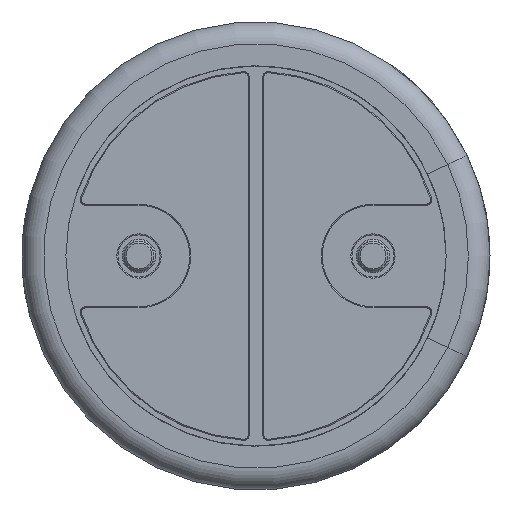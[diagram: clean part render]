
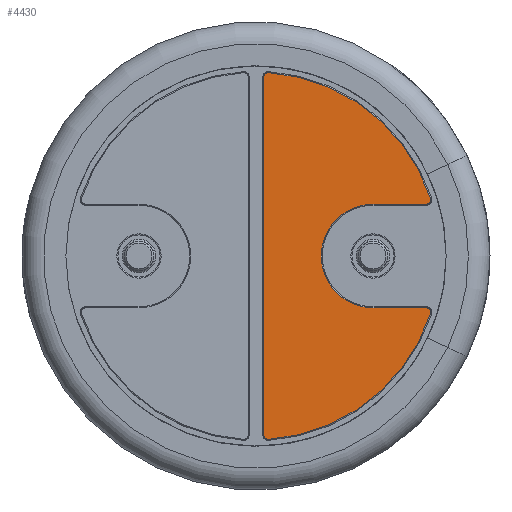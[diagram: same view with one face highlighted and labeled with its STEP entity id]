
A CAD part, front view. The second image highlights one B-rep face of the part: STEP entity #4430.
In plain terms, the highlighted planar face has unit normal (0, -1, 0).
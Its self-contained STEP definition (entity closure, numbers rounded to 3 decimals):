
#59=PLANE('',#4757);
#265=CIRCLE('',#4722,0.077);
#268=CIRCLE('',#4727,0.077);
#271=CIRCLE('',#4731,3.142);
#274=CIRCLE('',#4735,0.077);
#278=CIRCLE('',#4741,0.885);
#282=CIRCLE('',#4747,0.077);
#284=CIRCLE('',#4750,3.142);
#442=FACE_OUTER_BOUND('',#640,.T.);
#640=EDGE_LOOP('',(#3650,#3651,#3652,#3653,#3654,#3655,#3656,#3657,#3658,
#3659));
#848=LINE('',#8619,#1040);
#850=LINE('',#8643,#1042);
#852=LINE('',#8655,#1044);
#1040=VECTOR('',#5422,10.);
#1042=VECTOR('',#5452,10.);
#1044=VECTOR('',#5466,10.);
#1860=VERTEX_POINT('',#8607);
#1863=VERTEX_POINT('',#8612);
#1865=VERTEX_POINT('',#8617);
#1867=VERTEX_POINT('',#8623);
#1869=VERTEX_POINT('',#8629);
#1871=VERTEX_POINT('',#8635);
#1873=VERTEX_POINT('',#8641);
#1875=VERTEX_POINT('',#8647);
#1877=VERTEX_POINT('',#8653);
#1879=VERTEX_POINT('',#8659);
#2467=EDGE_CURVE('',#1863,#1860,#265,.T.);
#2469=EDGE_CURVE('',#1865,#1863,#848,.T.);
#2472=EDGE_CURVE('',#1867,#1865,#268,.T.);
#2475=EDGE_CURVE('',#1869,#1867,#271,.T.);
#2478=EDGE_CURVE('',#1871,#1869,#274,.T.);
#2481=EDGE_CURVE('',#1873,#1871,#850,.T.);
#2484=EDGE_CURVE('',#1875,#1873,#278,.T.);
#2487=EDGE_CURVE('',#1877,#1875,#852,.T.);
#2490=EDGE_CURVE('',#1879,#1877,#282,.T.);
#2492=EDGE_CURVE('',#1860,#1879,#284,.T.);
#3650=ORIENTED_EDGE('',*,*,#2467,.F.);
#3651=ORIENTED_EDGE('',*,*,#2469,.F.);
#3652=ORIENTED_EDGE('',*,*,#2472,.F.);
#3653=ORIENTED_EDGE('',*,*,#2475,.F.);
#3654=ORIENTED_EDGE('',*,*,#2478,.F.);
#3655=ORIENTED_EDGE('',*,*,#2481,.F.);
#3656=ORIENTED_EDGE('',*,*,#2484,.F.);
#3657=ORIENTED_EDGE('',*,*,#2487,.F.);
#3658=ORIENTED_EDGE('',*,*,#2490,.F.);
#3659=ORIENTED_EDGE('',*,*,#2492,.F.);
#4430=ADVANCED_FACE('',(#442),#59,.F.);
#4722=AXIS2_PLACEMENT_3D('',#8614,#5416,#5417);
#4727=AXIS2_PLACEMENT_3D('',#8625,#5428,#5429);
#4731=AXIS2_PLACEMENT_3D('',#8631,#5436,#5437);
#4735=AXIS2_PLACEMENT_3D('',#8637,#5444,#5445);
#4741=AXIS2_PLACEMENT_3D('',#8649,#5458,#5459);
#4747=AXIS2_PLACEMENT_3D('',#8661,#5472,#5473);
#4750=AXIS2_PLACEMENT_3D('',#8664,#5478,#5479);
#4757=AXIS2_PLACEMENT_3D('',#8677,#5498,#5499);
#5416=DIRECTION('center_axis',(0.,1.,0.));
#5417=DIRECTION('ref_axis',(-0.682,0.,0.731));
#5422=DIRECTION('',(0.,0.,1.));
#5428=DIRECTION('center_axis',(0.,1.,0.));
#5429=DIRECTION('ref_axis',(-0.682,0.,-0.731));
#5436=DIRECTION('center_axis',(0.,1.,0.));
#5437=DIRECTION('ref_axis',(0.613,0.,-0.79));
#5444=DIRECTION('center_axis',(0.,1.,0.));
#5445=DIRECTION('ref_axis',(0.81,0.,0.586));
#5452=DIRECTION('',(1.,0.,0.));
#5458=DIRECTION('center_axis',(0.,-1.,0.));
#5459=DIRECTION('ref_axis',(-1.,0.,0.));
#5466=DIRECTION('',(-1.,0.,0.));
#5472=DIRECTION('center_axis',(0.,1.,0.));
#5473=DIRECTION('ref_axis',(0.81,0.,-0.586));
#5478=DIRECTION('center_axis',(0.,1.,0.));
#5479=DIRECTION('ref_axis',(0.613,0.,0.79));
#5498=DIRECTION('center_axis',(0.,1.,0.));
#5499=DIRECTION('ref_axis',(0.,0.,1.));
#8607=CARTESIAN_POINT('',(0.215,-0.05,3.135));
#8612=CARTESIAN_POINT('',(0.133,-0.05,3.058));
#8614=CARTESIAN_POINT('Origin',(0.21,-0.05,3.058));
#8617=CARTESIAN_POINT('',(0.133,-0.05,-3.058));
#8619=CARTESIAN_POINT('',(0.133,-0.05,1.529));
#8623=CARTESIAN_POINT('',(0.215,-0.05,-3.135));
#8625=CARTESIAN_POINT('Origin',(0.21,-0.05,-3.058));
#8629=CARTESIAN_POINT('',(2.983,-0.05,-0.986));
#8631=CARTESIAN_POINT('Origin',(0.,-0.05,0.));
#8635=CARTESIAN_POINT('',(2.91,-0.05,-0.885));
#8637=CARTESIAN_POINT('Origin',(2.91,-0.05,-0.962));
#8641=CARTESIAN_POINT('',(2.,-0.05,-0.885));
#8643=CARTESIAN_POINT('',(2.235,-0.05,-0.885));
#8647=CARTESIAN_POINT('',(2.,-0.05,0.885));
#8649=CARTESIAN_POINT('Origin',(2.,-0.05,0.));
#8653=CARTESIAN_POINT('',(2.91,-0.05,0.885));
#8655=CARTESIAN_POINT('',(1.78,-0.05,0.885));
#8659=CARTESIAN_POINT('',(2.983,-0.05,0.986));
#8661=CARTESIAN_POINT('Origin',(2.91,-0.05,0.962));
#8664=CARTESIAN_POINT('Origin',(0.,-0.05,0.));
#8677=CARTESIAN_POINT('Origin',(1.56,-0.05,0.));
